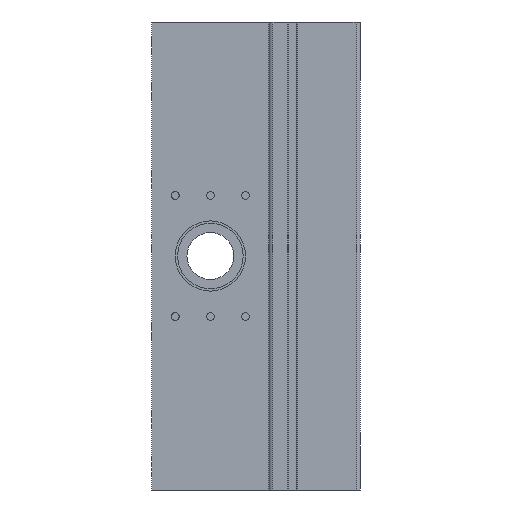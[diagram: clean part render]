
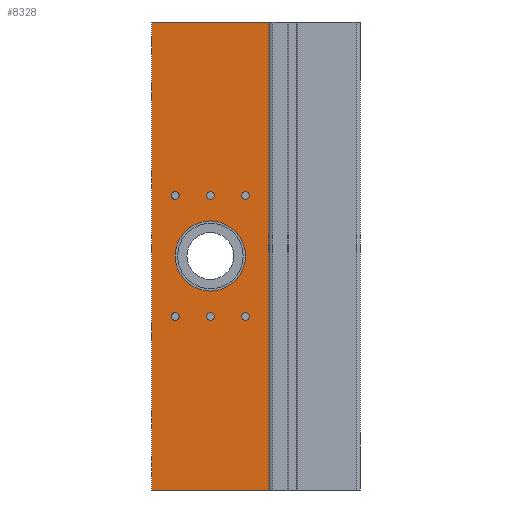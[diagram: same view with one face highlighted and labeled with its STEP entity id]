
A CAD part, left-side view. The second image highlights one B-rep face of the part: STEP entity #8328.
In plain terms, the highlighted planar face has unit normal (-1, 0, 0).
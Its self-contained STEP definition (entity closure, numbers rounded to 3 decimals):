
#3365=CARTESIAN_POINT('',(-50.0,178.0,400.0));
#3366=VERTEX_POINT('',#3365);
#3373=CARTESIAN_POINT('',(-50.0,78.0,400.0));
#3374=VERTEX_POINT('',#3373);
#3375=CARTESIAN_POINT('',(-50.0,78.0,400.0));
#3376=DIRECTION('',(0.0,1.0,0.0));
#3377=VECTOR('',#3376,100.0);
#3378=LINE('',#3375,#3377);
#3379=EDGE_CURVE('',#3374,#3366,#3378,.T.);
#3492=CARTESIAN_POINT('',(-50.0,178.0,0.0));
#3493=VERTEX_POINT('',#3492);
#3500=CARTESIAN_POINT('',(-50.0,178.0,0.0));
#3501=DIRECTION('',(0.0,0.0,1.0));
#3502=VECTOR('',#3501,400.0);
#3503=LINE('',#3500,#3502);
#3504=EDGE_CURVE('',#3493,#3366,#3503,.T.);
#3714=CARTESIAN_POINT('',(-50.0,78.0,0.0));
#3715=VERTEX_POINT('',#3714);
#3722=CARTESIAN_POINT('',(-50.0,78.0,0.0));
#3723=DIRECTION('',(0.0,1.0,0.0));
#3724=VECTOR('',#3723,100.0);
#3725=LINE('',#3722,#3724);
#3726=EDGE_CURVE('',#3715,#3493,#3725,.T.);
#6244=CARTESIAN_POINT('',(-50.0,128.0,151.574));
#6245=VERTEX_POINT('',#6244);
#6246=CARTESIAN_POINT('',(-50.0,128.0,148.25));
#6247=DIRECTION('',(1.0,0.0,0.0));
#6248=DIRECTION('',(0.0,0.0,1.0));
#6249=AXIS2_PLACEMENT_3D('',#6246,#6247,#6248);
#6250=CIRCLE('',#6249,3.324);
#6251=EDGE_CURVE('',#6245,#6245,#6250,.T.);
#6302=CARTESIAN_POINT('',(-50.0,98.0,255.074));
#6303=VERTEX_POINT('',#6302);
#6304=CARTESIAN_POINT('',(-50.0,98.0,251.75));
#6305=DIRECTION('',(1.0,0.0,0.0));
#6306=DIRECTION('',(0.0,0.0,1.0));
#6307=AXIS2_PLACEMENT_3D('',#6304,#6305,#6306);
#6308=CIRCLE('',#6307,3.324);
#6309=EDGE_CURVE('',#6303,#6303,#6308,.T.);
#6360=CARTESIAN_POINT('',(-50.0,158.0,255.074));
#6361=VERTEX_POINT('',#6360);
#6362=CARTESIAN_POINT('',(-50.0,158.0,251.75));
#6363=DIRECTION('',(1.0,0.0,0.0));
#6364=DIRECTION('',(0.0,0.0,1.0));
#6365=AXIS2_PLACEMENT_3D('',#6362,#6363,#6364);
#6366=CIRCLE('',#6365,3.324);
#6367=EDGE_CURVE('',#6361,#6361,#6366,.T.);
#6418=CARTESIAN_POINT('',(-50.0,128.0,255.074));
#6419=VERTEX_POINT('',#6418);
#6420=CARTESIAN_POINT('',(-50.0,128.0,251.75));
#6421=DIRECTION('',(1.0,0.0,0.0));
#6422=DIRECTION('',(0.0,0.0,1.0));
#6423=AXIS2_PLACEMENT_3D('',#6420,#6421,#6422);
#6424=CIRCLE('',#6423,3.324);
#6425=EDGE_CURVE('',#6419,#6419,#6424,.T.);
#6476=CARTESIAN_POINT('',(-50.0,158.0,151.574));
#6477=VERTEX_POINT('',#6476);
#6478=CARTESIAN_POINT('',(-50.0,158.0,148.25));
#6479=DIRECTION('',(1.0,0.0,0.0));
#6480=DIRECTION('',(0.0,0.0,1.0));
#6481=AXIS2_PLACEMENT_3D('',#6478,#6479,#6480);
#6482=CIRCLE('',#6481,3.324);
#6483=EDGE_CURVE('',#6477,#6477,#6482,.T.);
#6534=CARTESIAN_POINT('',(-50.0,98.0,151.574));
#6535=VERTEX_POINT('',#6534);
#6536=CARTESIAN_POINT('',(-50.0,98.0,148.25));
#6537=DIRECTION('',(1.0,0.0,0.0));
#6538=DIRECTION('',(0.0,0.0,1.0));
#6539=AXIS2_PLACEMENT_3D('',#6536,#6537,#6538);
#6540=CIRCLE('',#6539,3.324);
#6541=EDGE_CURVE('',#6535,#6535,#6540,.T.);
#7765=CARTESIAN_POINT('',(-50.0,128.0,170.0));
#7766=VERTEX_POINT('',#7765);
#7767=CARTESIAN_POINT('',(-50.0,128.0,200.0));
#7768=DIRECTION('',(1.0,0.0,0.0));
#7769=DIRECTION('',(0.0,0.0,1.0));
#7770=AXIS2_PLACEMENT_3D('',#7767,#7768,#7769);
#7771=CIRCLE('',#7770,30.0);
#7772=EDGE_CURVE('',#7766,#7766,#7771,.T.);
#8291=CARTESIAN_POINT('',(-50.0,78.0,0.0));
#8292=DIRECTION('',(-1.0,0.0,0.0));
#8293=DIRECTION('',(0.0,0.0,1.0));
#8294=AXIS2_PLACEMENT_3D('',#8291,#8292,#8293);
#8295=PLANE('',#8294);
#8296=ORIENTED_EDGE('',*,*,#3379,.T.);
#8297=ORIENTED_EDGE('',*,*,#3504,.F.);
#8298=ORIENTED_EDGE('',*,*,#3726,.F.);
#8299=CARTESIAN_POINT('',(-50.0,78.0,400.0));
#8300=DIRECTION('',(0.0,0.0,-1.0));
#8301=VECTOR('',#8300,400.0);
#8302=LINE('',#8299,#8301);
#8303=EDGE_CURVE('',#3374,#3715,#8302,.T.);
#8304=ORIENTED_EDGE('',*,*,#8303,.F.);
#8305=EDGE_LOOP('',(#8296,#8297,#8298,#8304));
#8306=FACE_OUTER_BOUND('',#8305,.T.);
#8307=ORIENTED_EDGE('',*,*,#6251,.T.);
#8308=EDGE_LOOP('',(#8307));
#8309=FACE_BOUND('',#8308,.T.);
#8310=ORIENTED_EDGE('',*,*,#6309,.T.);
#8311=EDGE_LOOP('',(#8310));
#8312=FACE_BOUND('',#8311,.T.);
#8313=ORIENTED_EDGE('',*,*,#6367,.T.);
#8314=EDGE_LOOP('',(#8313));
#8315=FACE_BOUND('',#8314,.T.);
#8316=ORIENTED_EDGE('',*,*,#6425,.T.);
#8317=EDGE_LOOP('',(#8316));
#8318=FACE_BOUND('',#8317,.T.);
#8319=ORIENTED_EDGE('',*,*,#6483,.T.);
#8320=EDGE_LOOP('',(#8319));
#8321=FACE_BOUND('',#8320,.T.);
#8322=ORIENTED_EDGE('',*,*,#6541,.T.);
#8323=EDGE_LOOP('',(#8322));
#8324=FACE_BOUND('',#8323,.T.);
#8325=ORIENTED_EDGE('',*,*,#7772,.T.);
#8326=EDGE_LOOP('',(#8325));
#8327=FACE_BOUND('',#8326,.T.);
#8328=ADVANCED_FACE('',(#8306,#8309,#8312,#8315,#8318,#8321,#8324,#8327),#8295,.T.);
